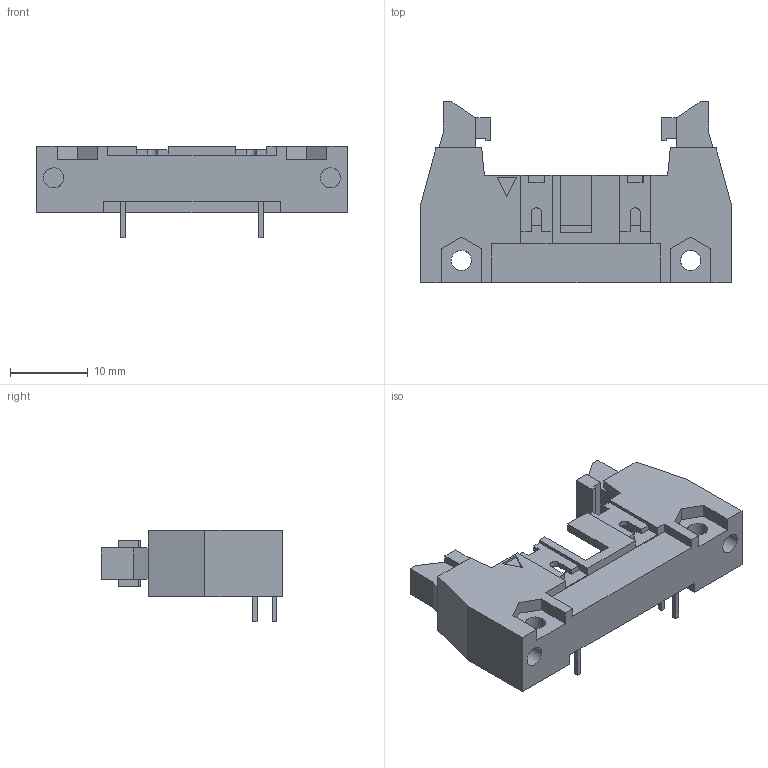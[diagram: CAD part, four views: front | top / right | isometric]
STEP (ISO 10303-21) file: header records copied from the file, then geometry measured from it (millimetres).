
FILE_DESCRIPTION(('STEP AP214'),'1');
FILE_NAME(' ',' ',('TraceParts'),('TraceParts S.A.'),'XStep 1.0',' ',' ');
FILE_SCHEMA(('automotive_design'));
Length unit declared in the file: millimetre
Products named in the file (1): R2
Bounding box: 39.9 x 23.3 x 11.7 mm (x, y, z)
Volume: 3646.5 mm3; surface area: 3173.3 mm2
Topology: 1 solids, 1 shells, 158 faces, 429 edges, 282 vertices
Faces by surface type: bspline 158
Entity records: 9569 total; most frequent: CARTESIAN_POINT 1925, PRESENTATION_STYLE_ASSIGNMENT 911, COLOUR_RGB 911, STYLED_ITEM 870, ORIENTED_EDGE 858, CURVE_STYLE 470, DRAUGHTING_PRE_DEFINED_CURVE_FONT 470, EDGE_CURVE 429
